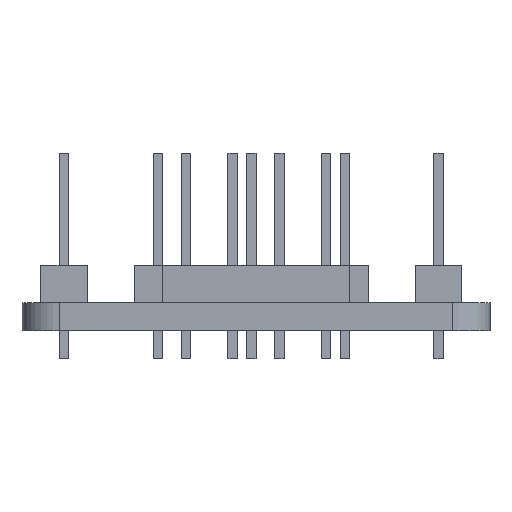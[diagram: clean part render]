
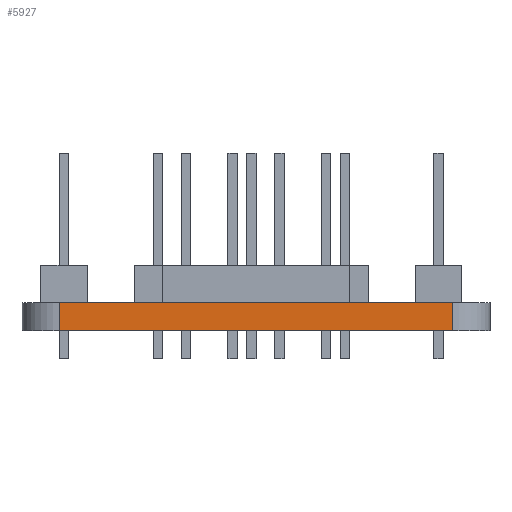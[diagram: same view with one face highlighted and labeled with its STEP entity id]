
A CAD part, front view. The second image highlights one B-rep face of the part: STEP entity #5927.
In plain terms, the highlighted planar face has unit normal (0, -1, 0).
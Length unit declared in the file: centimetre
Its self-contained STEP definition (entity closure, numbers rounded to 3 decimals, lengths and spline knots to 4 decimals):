
#775=LINE('',#9351,#1547);
#776=LINE('',#9354,#1548);
#777=LINE('',#9356,#1549);
#778=LINE('',#9357,#1550);
#1547=VECTOR('',#7702,1.);
#1548=VECTOR('',#7705,1.);
#1549=VECTOR('',#7706,1.);
#1550=VECTOR('',#7707,1.);
#1877=PLANE('',#6268);
#2278=FACE_OUTER_BOUND('',#2639,.T.);
#2639=EDGE_LOOP('',(#5407,#5408,#5409,#5410));
#3220=VERTEX_POINT('',#9345);
#3222=VERTEX_POINT('',#9349);
#3223=VERTEX_POINT('',#9353);
#3224=VERTEX_POINT('',#9355);
#4002=EDGE_CURVE('',#3220,#3222,#775,.T.);
#4003=EDGE_CURVE('',#3220,#3223,#776,.T.);
#4004=EDGE_CURVE('',#3224,#3222,#777,.T.);
#4005=EDGE_CURVE('',#3223,#3224,#778,.T.);
#5407=ORIENTED_EDGE('',*,*,#4003,.F.);
#5408=ORIENTED_EDGE('',*,*,#4002,.T.);
#5409=ORIENTED_EDGE('',*,*,#4004,.F.);
#5410=ORIENTED_EDGE('',*,*,#4005,.F.);
#5927=ADVANCED_FACE('',(#2278),#1877,.T.);
#6268=AXIS2_PLACEMENT_3D('',#9352,#7703,#7704);
#7702=DIRECTION('',(0.,0.,-1.));
#7703=DIRECTION('center_axis',(0.,-1.,0.));
#7704=DIRECTION('ref_axis',(-1.,0.,0.));
#7705=DIRECTION('',(1.,0.,0.));
#7706=DIRECTION('',(-1.,0.,0.));
#7707=DIRECTION('',(0.,0.,-1.));
#9345=CARTESIAN_POINT('',(0.2,0.,0.));
#9349=CARTESIAN_POINT('',(0.2,0.,-0.15));
#9351=CARTESIAN_POINT('',(0.2,0.,0.));
#9352=CARTESIAN_POINT('Origin',(2.3,0.,0.));
#9353=CARTESIAN_POINT('',(2.3,0.,0.));
#9354=CARTESIAN_POINT('',(0.2,0.,0.));
#9355=CARTESIAN_POINT('',(2.3,0.,-0.15));
#9356=CARTESIAN_POINT('',(0.2,0.,-0.15));
#9357=CARTESIAN_POINT('',(2.3,0.,0.));
